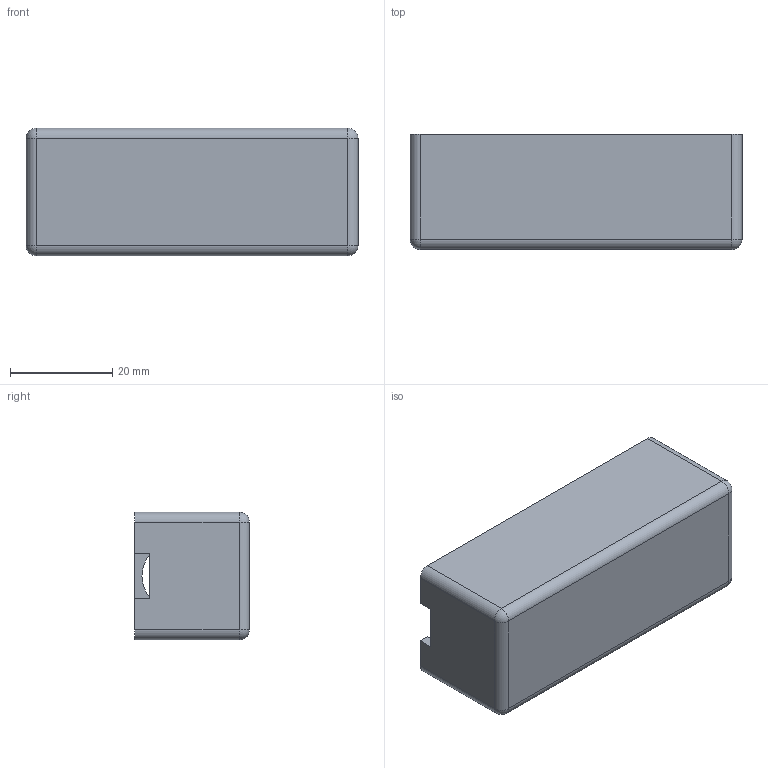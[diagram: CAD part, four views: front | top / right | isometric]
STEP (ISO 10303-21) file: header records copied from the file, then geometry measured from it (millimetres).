
FILE_DESCRIPTION (( 'STEP AP214' ), '1' );
FILE_NAME ('box_bottom.STEP', '2025-07-15T14:42:56', ( '' ), ( '' ), 'SwSTEP 2.0', 'SolidWorks 2022', '' );
FILE_SCHEMA (( 'AUTOMOTIVE_DESIGN' ));
Length unit declared in the file: millimetre
Products named in the file (1): box_bottom
Bounding box: 65 x 22.5 x 25 mm (x, y, z)
Volume: 9722.7 mm3; surface area: 10206.3 mm2
Topology: 1 solids, 1 shells, 44 faces, 118 edges, 72 vertices
Faces by surface type: plane 30, cylinder 10, sphere 4
Entity records: 1360 total; most frequent: CARTESIAN_POINT 231, ORIENTED_EDGE 228, DIRECTION 224, EDGE_CURVE 114, LINE 94, VECTOR 94, VERTEX_POINT 72, AXIS2_PLACEMENT_3D 65
